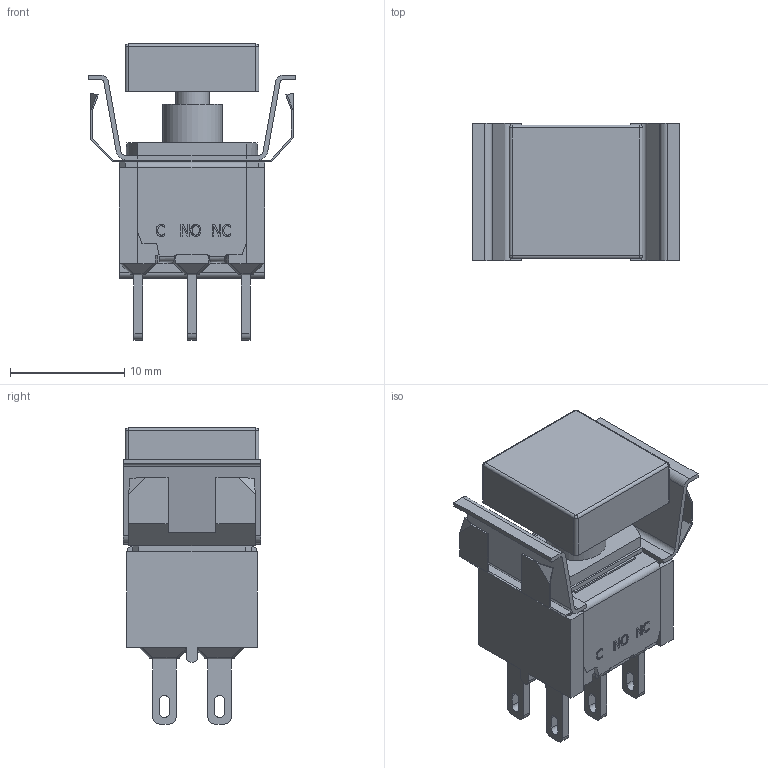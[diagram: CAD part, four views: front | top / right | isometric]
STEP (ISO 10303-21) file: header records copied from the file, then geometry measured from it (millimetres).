
FILE_DESCRIPTION(/* description */ (''),/* implementation_level */ '2;1');
FILE_NAME(/* name */ '700DP7M1xEAP1xxx.stp',/* time_stamp */ '2024-11-01T11:49:16-05:00',/* author */ ('jsteinblock'),/* organization */ (''),/* preprocessor_version */ 'ST-DEVELOPER v18.1',/* originating_system */ 'Autodesk Inventor 2022',/* authorisation */ '');
FILE_SCHEMA (('AUTOMOTIVE_DESIGN { 1 0 10303 214 3 1 1 }'));
Length unit declared in the file: inch
Products named in the file (1): 700DP7M1xEAP1xxx
Bounding box: 18.16 x 12.07 x 25.93 mm (x, y, z)
Volume: 1947.6 mm3; surface area: 2800.1 mm2
Topology: 2 solids, 4 shells, 545 faces, 1446 edges, 898 vertices
Faces by surface type: plane 321, cylinder 136, bspline 60, sphere 28
Full cylindrical faces by diameter (mm): 2.946 x2, 3.1 x2, 5.2 x1
Entity records: 17087 total; most frequent: CARTESIAN_POINT 3887, ORIENTED_EDGE 2836, DIRECTION 2542, EDGE_CURVE 1418, LINE 1018, VECTOR 1018, VERTEX_POINT 898, AXIS2_PLACEMENT_3D 762
